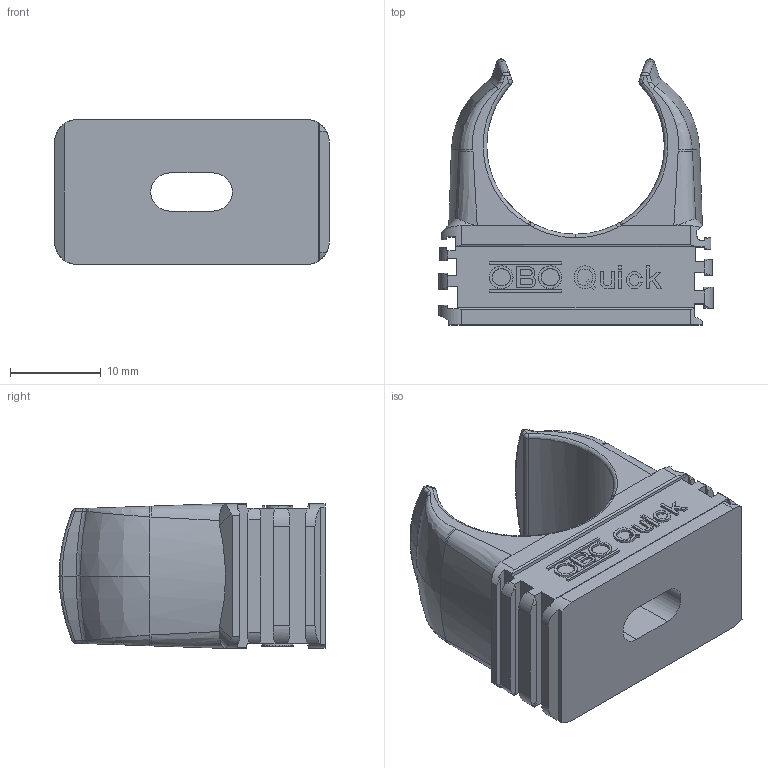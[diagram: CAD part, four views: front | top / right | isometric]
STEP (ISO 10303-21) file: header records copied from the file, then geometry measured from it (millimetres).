
FILE_DESCRIPTION((''),'2;1');
FILE_NAME('2149010','2012-08-08T',('AndreasKeweloh'),(''),'PRO/ENGINEER BY PARAMETRIC TECHNOLOGY CORPORATION, 2012130','PRO/ENGINEER BY PARAMETRIC TECHNOLOGY CORPORATION, 2012130','');
FILE_SCHEMA(('CONFIG_CONTROL_DESIGN'));
Length unit declared in the file: millimetre
Products named in the file (1): 2149010
Bounding box: 30.3 x 29.36 x 16 mm (x, y, z)
Volume: 6146.4 mm3; surface area: 3770.2 mm2
Topology: 1 solids, 1 shells, 547 faces, 1534 edges, 1010 vertices
Faces by surface type: plane 403, cylinder 80, bspline 56, extrusion 8
Entity records: 24322 total; most frequent: CARTESIAN_POINT 10713, ORIENTED_EDGE 3068, DIRECTION 2392, EDGE_CURVE 1534, VECTOR 1182, LINE 1174, VERTEX_POINT 1010, AXIS2_PLACEMENT_3D 605
